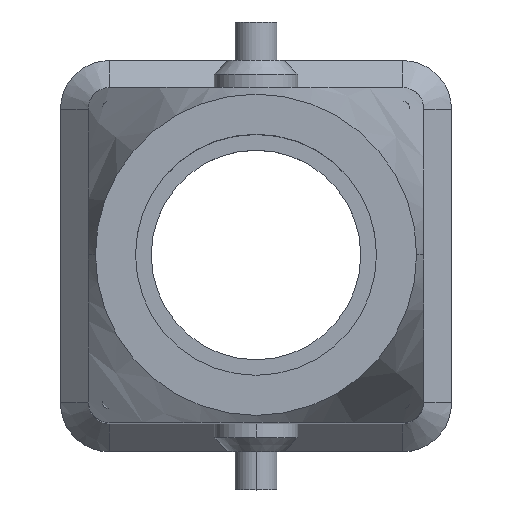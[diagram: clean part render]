
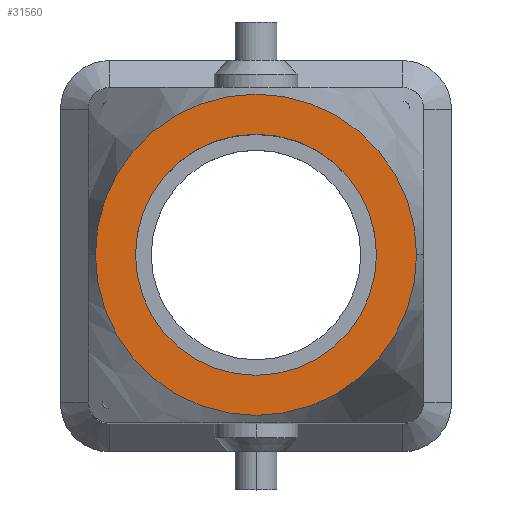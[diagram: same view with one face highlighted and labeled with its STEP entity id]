
A CAD part, top view. The second image highlights one B-rep face of the part: STEP entity #31560.
In plain terms, the highlighted planar face has unit normal (0, 0, 1).
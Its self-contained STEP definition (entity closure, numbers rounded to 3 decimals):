
#7830=CARTESIAN_POINT('',(11.5,0.,
60.5));
#7840=VERTEX_POINT('',#7830);
#7870=CARTESIAN_POINT('',(0.,0.,60.5));
#7880=DIRECTION('',(0.,0.,1.));
#7890=DIRECTION('',(1.,0.,0.));
#7900=AXIS2_PLACEMENT_3D('',#7870,#7880,#7890);
#7910=CIRCLE('',#7900,11.5);
#7920=CARTESIAN_POINT('',(-11.5,0.,60.5));
#7930=VERTEX_POINT('',#7920);
#7940=EDGE_CURVE('',#7840,#7930,#7910,.T.);
#10950=CARTESIAN_POINT('',(8.63,0.,60.5));
#10960=VERTEX_POINT('',#10950);
#11140=CARTESIAN_POINT('',(-8.63,0.,60.5));
#11150=VERTEX_POINT('',#11140);
#11180=CARTESIAN_POINT('',(0.,0.,60.5));
#11190=DIRECTION('',(0.,0.,-1.));
#11200=DIRECTION('',(1.,0.,0.));
#11210=AXIS2_PLACEMENT_3D('',#11180,#11190,#11200);
#11220=CIRCLE('',#11210,8.63);
#11230=EDGE_CURVE('',#11150,#10960,#11220,.T.);
#31410=CARTESIAN_POINT('',(0.,0.,60.5));
#31420=DIRECTION('',(0.,0.,1.));
#31430=DIRECTION('',(1.,0.,0.));
#31440=AXIS2_PLACEMENT_3D('',#31410,#31420,#31430);
#31450=PLANE('',#31440);
#31460=EDGE_CURVE('',#10960,#11150,#11220,.T.);
#31470=ORIENTED_EDGE('',*,*,#31460,.T.);
#31480=ORIENTED_EDGE('',*,*,#11230,.T.);
#31490=EDGE_LOOP('',(#31480,#31470));
#31500=FACE_BOUND('',#31490,.T.);
#31510=EDGE_CURVE('',#7930,#7840,#7910,.T.);
#31520=ORIENTED_EDGE('',*,*,#31510,.T.);
#31530=ORIENTED_EDGE('',*,*,#7940,.T.);
#31540=EDGE_LOOP('',(#31530,#31520));
#31550=FACE_OUTER_BOUND('',#31540,.T.);
#31560=ADVANCED_FACE('',(#31500,#31550),#31450,.T.);
